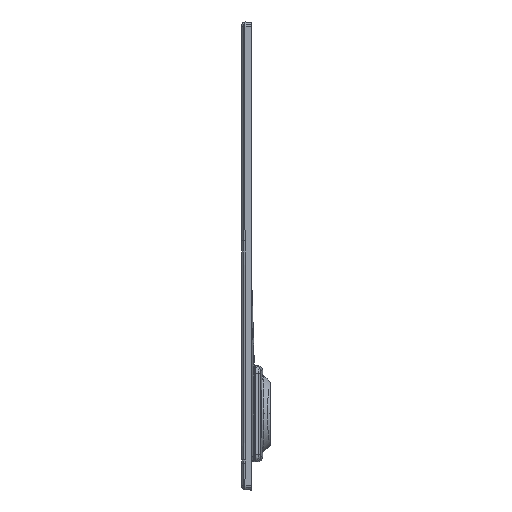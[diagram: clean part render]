
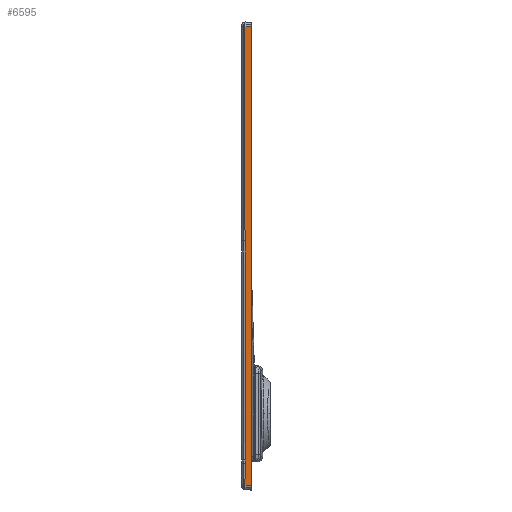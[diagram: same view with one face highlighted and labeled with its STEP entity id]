
A CAD part, left-side view. The second image highlights one B-rep face of the part: STEP entity #6595.
In plain terms, the highlighted planar face has unit normal (-1, 0, 0).
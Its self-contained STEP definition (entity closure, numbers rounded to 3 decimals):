
#1=DIRECTION('',(0.,0.,-1.));
#2=VECTOR('',#1,686.);
#3=CARTESIAN_POINT('',(-850.,-15.,693.));
#4=LINE('',#3,#2);
#5=DIRECTION('',(0.,1.,0.));
#6=VECTOR('',#5,9.981);
#7=CARTESIAN_POINT('',(-850.,-15.,7.));
#8=LINE('',#7,#6);
#9=DIRECTION('',(0.,-0.003,1.));
#10=VECTOR('',#9,32.993);
#11=CARTESIAN_POINT('',(-850.,-5.019,7.));
#12=LINE('',#11,#10);
#13=DIRECTION('',(0.,0.,1.));
#14=VECTOR('',#13,320.497);
#15=CARTESIAN_POINT('',(-850.,-5.049,372.503));
#16=LINE('',#15,#14);
#73=DIRECTION('',(0.,1.,0.));
#74=VECTOR('',#73,10.);
#75=CARTESIAN_POINT('',(-850.,-15.,693.));
#76=LINE('',#75,#74);
#106=CARTESIAN_POINT('',(-850.,-5.049,372.503));
#107=CARTESIAN_POINT('',(-850.,-5.055,336.297));
#108=CARTESIAN_POINT('',(-850.,-5.068,263.762));
#109=CARTESIAN_POINT('',(-850.,-5.088,154.595));
#110=CARTESIAN_POINT('',(-850.,-5.101,81.572));
#111=CARTESIAN_POINT('',(-850.,-5.107,45.));
#134=DIRECTION('',(0.,0.,-1.));
#135=VECTOR('',#134,5.007);
#136=CARTESIAN_POINT('',(-850.,-5.107,45.));
#137=LINE('',#136,#135);
#6129=CARTESIAN_POINT('',(-850.,-15.,693.));
#6130=CARTESIAN_POINT('',(-850.,-15.,7.));
#6131=VERTEX_POINT('',#6129);
#6132=VERTEX_POINT('',#6130);
#6133=CARTESIAN_POINT('',(-850.,-5.019,
7.));
#6134=VERTEX_POINT('',#6133);
#6135=CARTESIAN_POINT('',(-850.,-5.107,
39.993));
#6136=VERTEX_POINT('',#6135);
#6137=CARTESIAN_POINT('',(-850.,-5.107,45.));
#6138=VERTEX_POINT('',#6137);
#6139=VERTEX_POINT('',#106);
#6140=CARTESIAN_POINT('',(-850.,-5.,
693.));
#6141=VERTEX_POINT('',#6140);
#6574=CARTESIAN_POINT('',(-850.,0.,0.));
#6575=DIRECTION('',(-1.,0.,0.));
#6576=DIRECTION('',(0.,0.,1.));
#6577=AXIS2_PLACEMENT_3D('',#6574,#6575,#6576);
#6578=PLANE('',#6577);
#6580=ORIENTED_EDGE('',*,*,#6579,.T.);
#6582=ORIENTED_EDGE('',*,*,#6581,.T.);
#6584=ORIENTED_EDGE('',*,*,#6583,.T.);
#6586=ORIENTED_EDGE('',*,*,#6585,.F.);
#6588=ORIENTED_EDGE('',*,*,#6587,.F.);
#6590=ORIENTED_EDGE('',*,*,#6589,.T.);
#6592=ORIENTED_EDGE('',*,*,#6591,.F.);
#6593=EDGE_LOOP('',(#6580,#6582,#6584,#6586,#6588,#6590,#6592));
#6594=FACE_OUTER_BOUND('',#6593,.F.);
#6595=ADVANCED_FACE('',(#6594),#6578,.T.);
#112=B_SPLINE_CURVE_WITH_KNOTS('',3,(#106,#107,#108,#109,#110,#111),
.UNSPECIFIED.,.F.,.F.,(4,1,1,4),(0.,0.333,0.667,1.),
.UNSPECIFIED.);
#6579=EDGE_CURVE('',#6131,#6132,#4,.T.);
#6581=EDGE_CURVE('',#6132,#6134,#8,.T.);
#6583=EDGE_CURVE('',#6134,#6136,#12,.T.);
#6585=EDGE_CURVE('',#6138,#6136,#137,.T.);
#6587=EDGE_CURVE('',#6139,#6138,#112,.T.);
#6589=EDGE_CURVE('',#6139,#6141,#16,.T.);
#6591=EDGE_CURVE('',#6131,#6141,#76,.T.);
